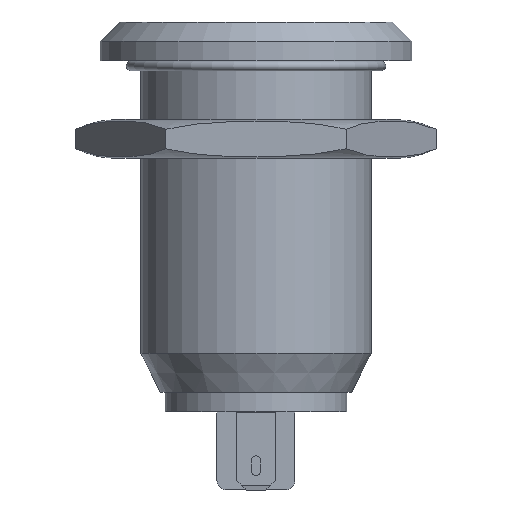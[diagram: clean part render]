
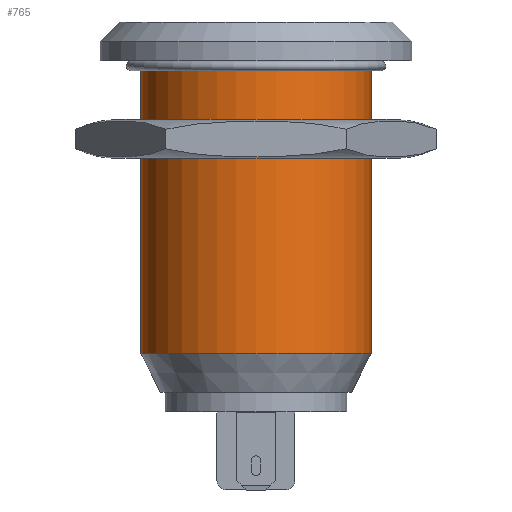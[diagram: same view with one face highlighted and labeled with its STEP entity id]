
A CAD part, front view. The second image highlights one B-rep face of the part: STEP entity #765.
In plain terms, the highlighted cylindrical face has radius 5.9 mm (diameter 11.8 mm), a full revolution.
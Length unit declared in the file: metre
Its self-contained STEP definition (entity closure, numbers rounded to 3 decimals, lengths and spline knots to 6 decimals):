
#76=CYLINDRICAL_SURFACE('',#901,0.0059);
#310=ORIENTED_EDGE('',*,*,#433,.T.);
#311=ORIENTED_EDGE('',*,*,#432,.F.);
#432=EDGE_CURVE('',#506,#506,#546,.T.);
#433=EDGE_CURVE('',#507,#507,#547,.T.);
#506=VERTEX_POINT('',#1300);
#507=VERTEX_POINT('',#1303);
#546=CIRCLE('',#900,0.0059);
#547=CIRCLE('',#902,0.0059);
#598=EDGE_LOOP('',(#310));
#599=EDGE_LOOP('',(#311));
#670=FACE_BOUND('',#598,.T.);
#671=FACE_BOUND('',#599,.T.);
#765=ADVANCED_FACE('',(#670,#671),#76,.T.);
#900=AXIS2_PLACEMENT_3D('',#1299,#1085,#1086);
#901=AXIS2_PLACEMENT_3D('',#1301,#1087,#1088);
#902=AXIS2_PLACEMENT_3D('',#1302,#1089,#1090);
#1085=DIRECTION('',(0.,0.,1.));
#1086=DIRECTION('',(1.,0.,0.));
#1087=DIRECTION('',(0.,0.,1.));
#1088=DIRECTION('',(1.,0.,0.));
#1089=DIRECTION('',(0.,0.,1.));
#1090=DIRECTION('',(1.,0.,0.));
#1299=CARTESIAN_POINT('',(0.,0.,0.));
#1300=CARTESIAN_POINT('',(0.0059,0.,0.));
#1301=CARTESIAN_POINT('',(0.,0.,-0.017));
#1302=CARTESIAN_POINT('',(0.,0.,-0.015));
#1303=CARTESIAN_POINT('',(0.0059,0.,-0.015));
